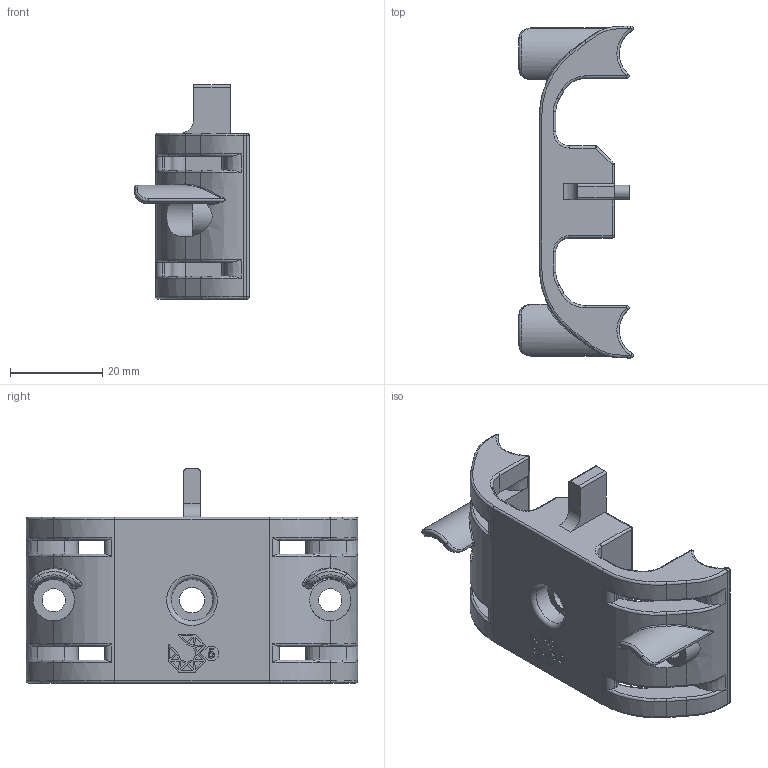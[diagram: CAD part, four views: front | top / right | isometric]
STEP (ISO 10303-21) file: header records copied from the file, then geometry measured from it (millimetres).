
FILE_DESCRIPTION(/* description */ (''),/* implementation_level */ '2;1');
FILE_NAME(/* name */ 'K8800-VS.stp',/* time_stamp */ '2017-11-30T09:57:31+01:00',/* author */ ('jange'),/* organization */ (''),/* preprocessor_version */ 'ST-DEVELOPER v17',/* originating_system */ 'Autodesk Inventor 2018',/* authorisation */ '');
FILE_SCHEMA (('AUTOMOTIVE_DESIGN { 1 0 10303 214 3 1 1 }'));
Length unit declared in the file: millimetre
Products named in the file (1): SLED
Bounding box: 24.81 x 72 x 46.5 mm (x, y, z)
Volume: 19863.1 mm3; surface area: 13042.7 mm2
Topology: 1 solids, 1 shells, 535 faces, 1410 edges, 893 vertices
Faces by surface type: bspline 187, plane 178, cylinder 115, torus 41, sphere 14
Full cylindrical faces by diameter (mm): 5 x2, 5.5 x1, 9 x1
Entity records: 22685 total; most frequent: CARTESIAN_POINT 10542, ORIENTED_EDGE 2820, DIRECTION 2025, EDGE_CURVE 1410, VERTEX_POINT 893, AXIS2_PLACEMENT_3D 683, LINE 659, VECTOR 659
